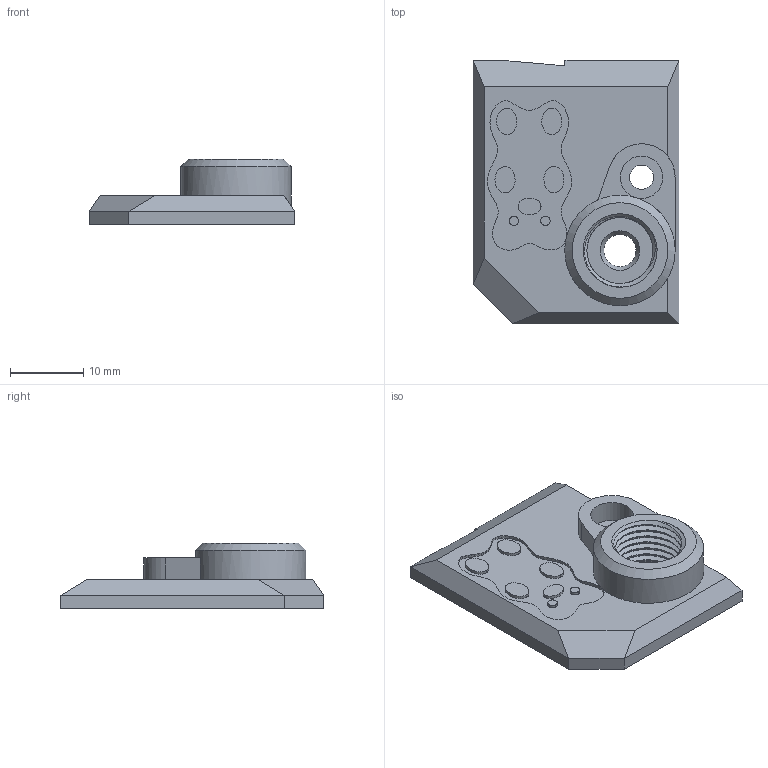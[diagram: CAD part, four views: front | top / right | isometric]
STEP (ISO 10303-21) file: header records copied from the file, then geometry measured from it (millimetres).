
FILE_DESCRIPTION(/* description */ (''),/* implementation_level */ '2;1');
FILE_NAME(/* name */ 'fs_cover_pc4-m10_mk25s_mk3s.step',/* time_stamp */ '2019-03-16T13:19:20+01:00',/* author */ ('gregsaun'),/* organization */ (''),/* preprocessor_version */ 'ST-DEVELOPER v17.2',/* originating_system */ 'Autodesk Translation Framework v7.6.0.251',/* authorisation */ '');
FILE_SCHEMA (('AUTOMOTIVE_DESIGN { 1 0 10303 214 3 1 1 }'));
Length unit declared in the file: millimetre
Products named in the file (1): fs_cover_pc4-m10_mk25s_mk3s
Bounding box: 28.1 x 36 x 9 mm (x, y, z)
Volume: 3547.7 mm3; surface area: 3214.5 mm2
Topology: 1 solids, 1 shells, 245 faces, 674 edges, 440 vertices
Faces by surface type: plane 188, bspline 30, cylinder 22, cone 5
Full cylindrical faces by diameter (mm): 3.3 x1, 4.4 x1, 5.8 x1, 9.036 x6, 10.147 x7, 15.052 x1
Entity records: 9711 total; most frequent: CARTESIAN_POINT 3778, ORIENTED_EDGE 1348, DIRECTION 1041, EDGE_CURVE 674, LINE 553, VECTOR 553, VERTEX_POINT 440, EDGE_LOOP 258
